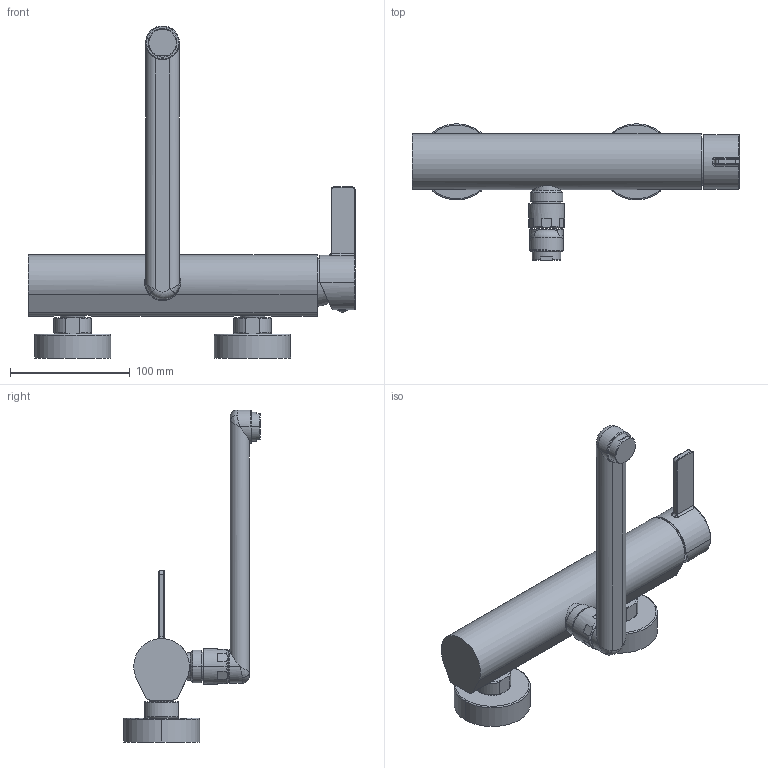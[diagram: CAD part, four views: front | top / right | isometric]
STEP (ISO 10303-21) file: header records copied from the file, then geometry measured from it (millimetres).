
FILE_DESCRIPTION((''),'2;1');
FILE_NAME('RO161CR','2021-01-15T15:23:51',('ut3'),('PAFFONI SpA'),'CREO PARAMETRIC BY PTC INC, 2020044','CREO PARAMETRIC BY PTC INC, 2020044','');
FILE_SCHEMA(('CONFIG_CONTROL_DESIGN','SHAPE_APPEARANCE_LAYERS_GROUPS'));
Length unit declared in the file: millimetre
Products named in the file (1): RO161CR
Bounding box: 273.1 x 114.2 x 277 mm (x, y, z)
Surface area: 101270.9 mm2 (no closed solid volume)
Topology: 0 solids, 16 shells, 146 faces, 374 edges, 238 vertices
Faces by surface type: plane 49, cylinder 45, torus 24, cone 16, bspline 10, sphere 2
Entity records: 6529 total; most frequent: CARTESIAN_POINT 1985, DIRECTION 749, ORIENTED_EDGE 696, EDGE_CURVE 370, AXIS2_PLACEMENT_3D 310, VERTEX_POINT 238, CIRCLE 174, EDGE_LOOP 146
